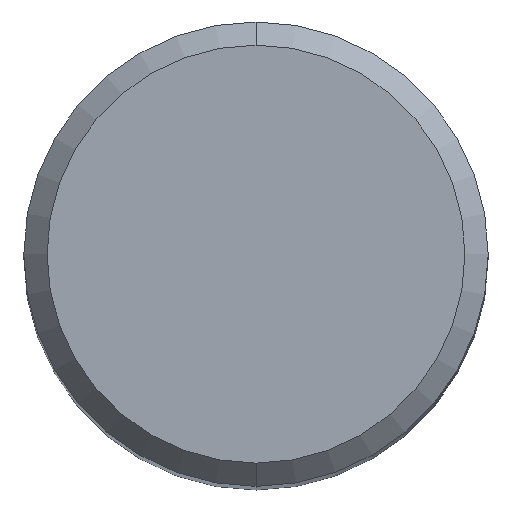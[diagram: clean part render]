
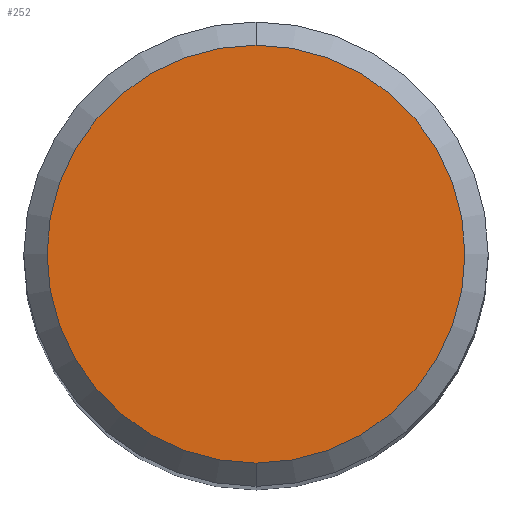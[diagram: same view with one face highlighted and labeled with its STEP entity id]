
A CAD part, top view. The second image highlights one B-rep face of the part: STEP entity #252.
In plain terms, the highlighted planar face has unit normal (0, 0, 1).
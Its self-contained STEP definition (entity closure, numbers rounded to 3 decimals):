
#186=EDGE_CURVE('',#410,#262,#489,.T.);
#252=ADVANCED_FACE('',(#558),#559,.T.);
#262=VERTEX_POINT('',#571);
#360=EDGE_CURVE('',#262,#410,#680,.T.);
#410=VERTEX_POINT('',#737);
#489=CIRCLE('',#841,5.4);
#558=FACE_OUTER_BOUND('',#1029,.T.);
#559=PLANE('',#1030);
#571=CARTESIAN_POINT('',(0.0,5.4,0.0));
#680=CIRCLE('',#1242,5.4);
#737=CARTESIAN_POINT('',(0.,-5.4,0.0));
#841=AXIS2_PLACEMENT_3D('',#1499,#1500,#1501);
#1029=EDGE_LOOP('',(#1556,#1557));
#1030=AXIS2_PLACEMENT_3D('',#1558,#1559,#1560);
#1242=AXIS2_PLACEMENT_3D('',#1703,#1704,#1705);
#1499=CARTESIAN_POINT('',(0.0,0.0,0.0));
#1500=DIRECTION('',(0.0,0.0,-1.0));
#1501=DIRECTION('',(0.0,1.0,0.0));
#1556=ORIENTED_EDGE('',*,*,#360,.F.);
#1557=ORIENTED_EDGE('',*,*,#186,.F.);
#1558=CARTESIAN_POINT('',(0.0,2.7,0.0));
#1559=DIRECTION('',(-0.0,0.0,1.0));
#1560=DIRECTION('',(0.0,-1.0,0.0));
#1703=CARTESIAN_POINT('',(0.0,0.0,0.0));
#1704=DIRECTION('',(0.0,0.0,-1.0));
#1705=DIRECTION('',(0.0,1.0,0.0));
